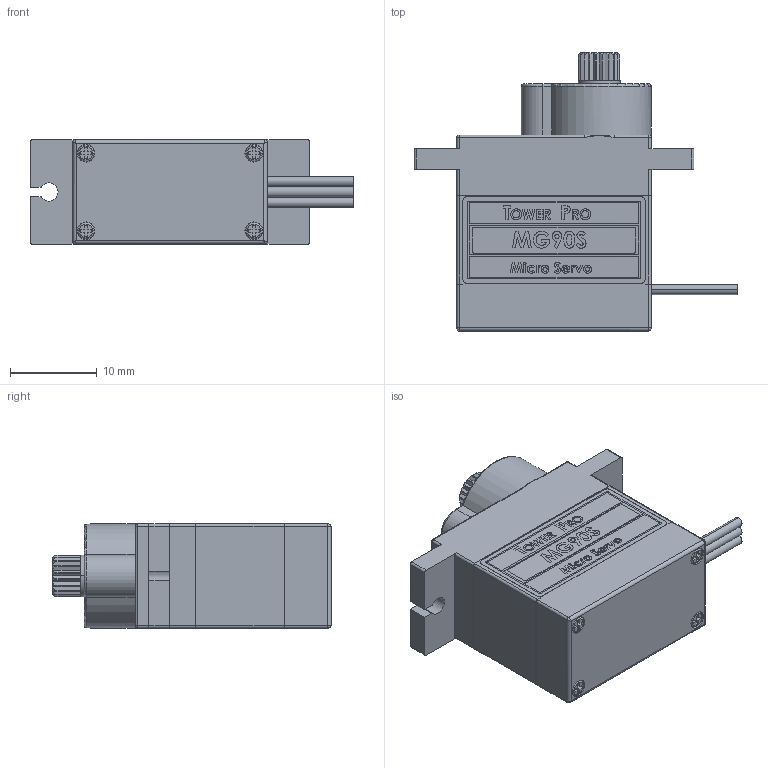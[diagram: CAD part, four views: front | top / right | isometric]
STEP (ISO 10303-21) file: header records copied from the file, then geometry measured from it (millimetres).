
FILE_DESCRIPTION((''),'2;1');
FILE_NAME('SERVO_MG90S','2024-02-12T12:56:17',('Mathias'),(''),'CREO PARAMETRIC BY PTC INC, 2021404','CREO PARAMETRIC BY PTC INC, 2021404','');
FILE_SCHEMA(('CONFIG_CONTROL_DESIGN'));
Length unit declared in the file: millimetre
Products named in the file (1): SERVO_MG90S
Bounding box: 37.33 x 32.1 x 12.05 mm (x, y, z)
Volume: 7150.5 mm3; surface area: 2988.7 mm2
Topology: 1 solids, 2 shells, 388 faces, 1441 edges, 1143 vertices
Faces by surface type: plane 263, cylinder 79, cone 22, torus 10, bspline 10, sphere 4
Entity records: 17826 total; most frequent: CARTESIAN_POINT 5624, ORIENTED_EDGE 2854, DIRECTION 2096, EDGE_CURVE 1427, VERTEX_POINT 1143, VECTOR 814, LINE 814, AXIS2_PLACEMENT_3D 641
